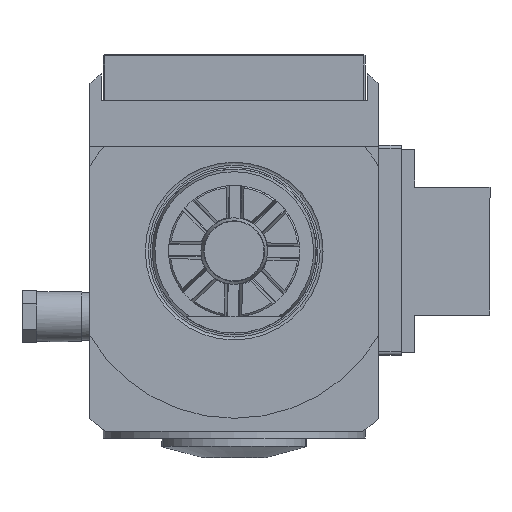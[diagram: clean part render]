
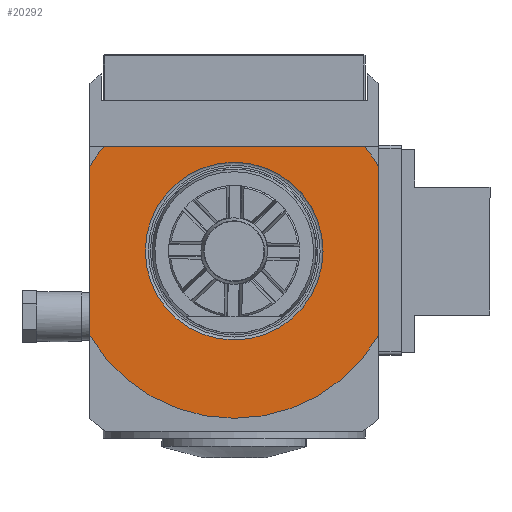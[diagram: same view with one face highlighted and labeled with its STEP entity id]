
A CAD part, front view. The second image highlights one B-rep face of the part: STEP entity #20292.
In plain terms, the highlighted planar face has unit normal (0, -1, 0).
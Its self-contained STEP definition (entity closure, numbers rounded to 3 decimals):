
#409 = VERTEX_POINT ( 'NONE', #19960 ) ;
#557 = EDGE_CURVE ( 'NONE', #20349, #23074, #22573, .T. ) ;
#605 = CARTESIAN_POINT ( 'NONE',  ( -44., -1., 25.788 ) ) ;
#764 = EDGE_LOOP ( 'NONE', ( #8455 ) ) ;
#1052 = VERTEX_POINT ( 'NONE', #25200 ) ;
#1783 = EDGE_CURVE ( 'NONE', #15730, #15730, #29003, .T. ) ;
#2803 = AXIS2_PLACEMENT_3D ( 'NONE', #18938, #4246, #31005 ) ;
#4190 = CIRCLE ( 'NONE', #5670, 51. ) ;
#4246 = DIRECTION ( 'NONE',  ( 0., 1., 0. ) ) ;
#5670 = AXIS2_PLACEMENT_3D ( 'NONE', #7334, #7028, #16997 ) ;
#5819 = DIRECTION ( 'NONE',  ( 0., 1., 0. ) ) ;
#6001 = EDGE_CURVE ( 'NONE', #23074, #1052, #27211, .T. ) ;
#6934 = DIRECTION ( 'NONE',  ( 0., 1., 0. ) ) ;
#7028 = DIRECTION ( 'NONE',  ( 0., 1., 0. ) ) ;
#7334 = CARTESIAN_POINT ( 'NONE',  ( 0., -1., 0. ) ) ;
#7343 = CARTESIAN_POINT ( 'NONE',  ( 44., -1., 0. ) ) ;
#7407 = CARTESIAN_POINT ( 'NONE',  ( 27.15, -1., 32. ) ) ;
#7956 = VERTEX_POINT ( 'NONE', #18237 ) ;
#8455 = ORIENTED_EDGE ( 'NONE', *, *, #1783, .F. ) ;
#8674 = EDGE_CURVE ( 'NONE', #7956, #1052, #22293, .T. ) ;
#8705 = AXIS2_PLACEMENT_3D ( 'NONE', #11503, #6934, #16587 ) ;
#9750 = DIRECTION ( 'NONE',  ( 0., -1., 0. ) ) ;
#10506 = VECTOR ( 'NONE', #19073, 1000. ) ;
#10667 = EDGE_LOOP ( 'NONE', ( #27468, #21007, #23346, #29795, #23944, #17202 ) ) ;
#11467 = CARTESIAN_POINT ( 'NONE',  ( 44., -1., 25.788 ) ) ;
#11503 = CARTESIAN_POINT ( 'NONE',  ( 27.15, -1., 0. ) ) ;
#11818 = FACE_OUTER_BOUND ( 'NONE', #10667, .T. ) ;
#13734 = CARTESIAN_POINT ( 'NONE',  ( -44., -1., -25.788 ) ) ;
#14055 = DIRECTION ( 'NONE',  ( -1., 0., 0. ) ) ;
#14061 = FACE_BOUND ( 'NONE', #764, .T. ) ;
#14447 = EDGE_CURVE ( 'NONE', #7956, #16192, #4190, .T. ) ;
#15462 = DIRECTION ( 'NONE',  ( -1., 0., 0. ) ) ;
#15547 = AXIS2_PLACEMENT_3D ( 'NONE', #27536, #5819, #15462 ) ;
#15730 = VERTEX_POINT ( 'NONE', #28928 ) ;
#16192 = VERTEX_POINT ( 'NONE', #11467 ) ;
#16399 = CIRCLE ( 'NONE', #2803, 51. ) ;
#16587 = DIRECTION ( 'NONE',  ( -1., 0., 0. ) ) ;
#16917 = DIRECTION ( 'NONE',  ( -1., 0., 0. ) ) ;
#16997 = DIRECTION ( 'NONE',  ( -1., 0., 0. ) ) ;
#17046 = EDGE_CURVE ( 'NONE', #409, #20349, #16399, .T. ) ;
#17202 = ORIENTED_EDGE ( 'NONE', *, *, #27624, .T. ) ;
#18237 = CARTESIAN_POINT ( 'NONE',  ( 39.711, -1., 32. ) ) ;
#18938 = CARTESIAN_POINT ( 'NONE',  ( 0., -1., 0. ) ) ;
#19073 = DIRECTION ( 'NONE',  ( 0., 0., 1. ) ) ;
#19678 = VECTOR ( 'NONE', #16917, 1000. ) ;
#19960 = CARTESIAN_POINT ( 'NONE',  ( 44., -1., -25.788 ) ) ;
#20292 = ADVANCED_FACE ( 'Defeature completata1_344', ( #11818, #14061 ), #25952, .F. ) ;
#20349 = VERTEX_POINT ( 'NONE', #13734 ) ;
#21007 = ORIENTED_EDGE ( 'NONE', *, *, #8674, .T. ) ;
#22293 = LINE ( 'NONE', #7407, #19678 ) ;
#22573 = LINE ( 'NONE', #27983, #27930 ) ;
#22726 = DIRECTION ( 'NONE',  ( 0., 0., 1. ) ) ;
#23074 = VERTEX_POINT ( 'NONE', #605 ) ;
#23346 = ORIENTED_EDGE ( 'NONE', *, *, #6001, .F. ) ;
#23944 = ORIENTED_EDGE ( 'NONE', *, *, #17046, .F. ) ;
#25200 = CARTESIAN_POINT ( 'NONE',  ( -39.711, -1., 32. ) ) ;
#25952 = PLANE ( 'NONE',  #8705 ) ;
#26276 = CARTESIAN_POINT ( 'NONE',  ( 0., -1., 0. ) ) ;
#27211 = CIRCLE ( 'NONE', #15547, 51. ) ;
#27468 = ORIENTED_EDGE ( 'NONE', *, *, #14447, .F. ) ;
#27536 = CARTESIAN_POINT ( 'NONE',  ( 0., -1., 0. ) ) ;
#27624 = EDGE_CURVE ( 'NONE', #409, #16192, #29410, .T. ) ;
#27930 = VECTOR ( 'NONE', #22726, 1000. ) ;
#27983 = CARTESIAN_POINT ( 'NONE',  ( -44., -1., 0. ) ) ;
#28928 = CARTESIAN_POINT ( 'NONE',  ( -27.095, -1., 0. ) ) ;
#29003 = CIRCLE ( 'NONE', #29990, 27.095 ) ;
#29410 = LINE ( 'NONE', #7343, #10506 ) ;
#29795 = ORIENTED_EDGE ( 'NONE', *, *, #557, .F. ) ;
#29990 = AXIS2_PLACEMENT_3D ( 'NONE', #26276, #9750, #14055 ) ;
#31005 = DIRECTION ( 'NONE',  ( -1., 0., 0. ) ) ;
